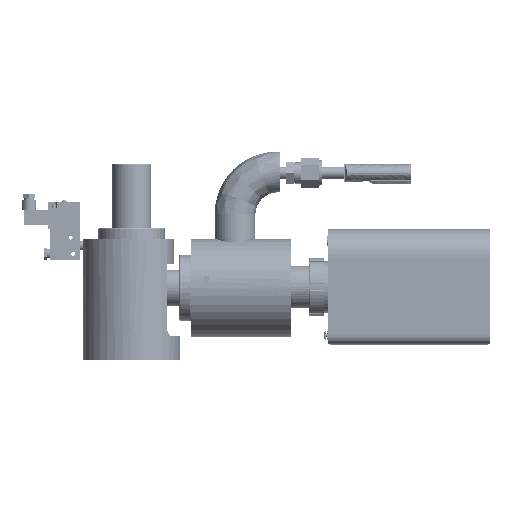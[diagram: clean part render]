
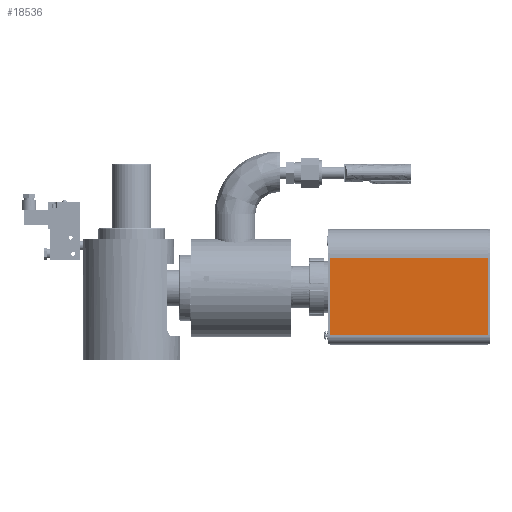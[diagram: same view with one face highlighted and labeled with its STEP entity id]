
A CAD part, front view. The second image highlights one B-rep face of the part: STEP entity #18536.
In plain terms, the highlighted planar face has unit normal (0, -1, 0).
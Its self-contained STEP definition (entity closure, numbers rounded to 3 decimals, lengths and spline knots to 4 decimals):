
#6347=LINE('',#118670,#9075);
#6418=LINE('',#118908,#9146);
#6704=LINE('',#119537,#9432);
#6705=LINE('',#119538,#9433);
#9075=VECTOR('',#72927,1.);
#9146=VECTOR('',#73126,1.);
#9432=VECTOR('',#73636,1.);
#9433=VECTOR('',#73637,1.);
#18536=ADVANCED_FACE('',(#21920),#20436,.T.);
#20436=PLANE('',#62579);
#21920=FACE_OUTER_BOUND('',#26454,.T.);
#26454=EDGE_LOOP('',(#35514,#35515,#35516,#35517));
#35514=ORIENTED_EDGE('',*,*,#49945,.F.);
#35515=ORIENTED_EDGE('',*,*,#50279,.F.);
#35516=ORIENTED_EDGE('',*,*,#49829,.T.);
#35517=ORIENTED_EDGE('',*,*,#50280,.T.);
#43772=VERTEX_POINT('',#118669);
#43773=VERTEX_POINT('',#118671);
#43871=VERTEX_POINT('',#118907);
#43872=VERTEX_POINT('',#118909);
#49829=EDGE_CURVE('',#43773,#43772,#6347,.T.);
#49945=EDGE_CURVE('',#43871,#43872,#6418,.T.);
#50279=EDGE_CURVE('',#43773,#43871,#6704,.T.);
#50280=EDGE_CURVE('',#43772,#43872,#6705,.T.);
#62579=AXIS2_PLACEMENT_3D('',#119539,#73638,#73639);
#72927=DIRECTION('',(0.,0.,-1.));
#73126=DIRECTION('',(0.,0.,-1.));
#73636=DIRECTION('',(1.,0.,0.));
#73637=DIRECTION('',(1.,0.,0.));
#73638=DIRECTION('',(0.,-1.,0.));
#73639=DIRECTION('',(0.,0.,1.));
#118669=CARTESIAN_POINT('',(3.3189,4.0713,-1.9705));
#118670=CARTESIAN_POINT('',(3.3189,4.0713,1.2146));
#118671=CARTESIAN_POINT('',(3.3189,4.0713,1.2146));
#118907=CARTESIAN_POINT('',(9.8839,4.0713,1.2146));
#118908=CARTESIAN_POINT('',(9.8839,4.0713,1.2146));
#118909=CARTESIAN_POINT('',(9.8839,4.0713,-1.9705));
#119537=CARTESIAN_POINT('',(3.3189,4.0713,1.2146));
#119538=CARTESIAN_POINT('',(3.3189,4.0713,-1.9705));
#119539=CARTESIAN_POINT('',(3.3189,4.0713,1.2146));
